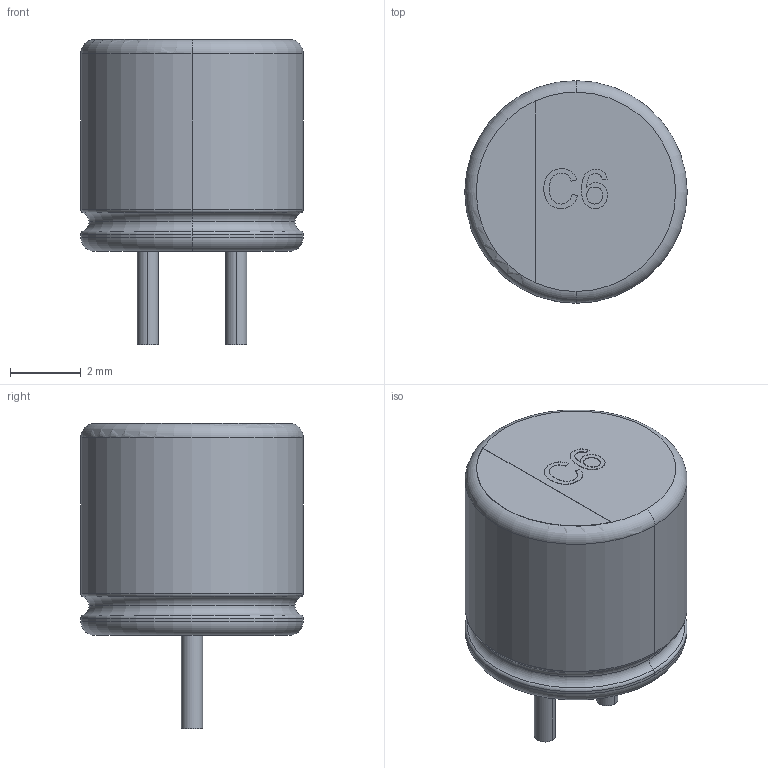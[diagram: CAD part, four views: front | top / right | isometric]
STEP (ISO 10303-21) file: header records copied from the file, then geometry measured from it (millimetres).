
FILE_DESCRIPTION (( 'STEP AP214' ), '1' );
FILE_NAME ('THD Capacitor Polar C6(6.3X6mm).STEP', '2019-06-13T11:36:13', ( '' ), ( '' ), 'SwSTEP 2.0', 'SolidWorks 2018', '' );
FILE_SCHEMA (( 'AUTOMOTIVE_DESIGN' ));
Length unit declared in the file: millimetre
Products named in the file (1): THD Capacitor Polar C6(6.3X6mm)
Bounding box: 6.3 x 6.3 x 8.66 mm (x, y, z)
Volume: 184.9 mm3; surface area: 188.7 mm2
Topology: 1 solids, 1 shells, 71 faces, 173 edges, 110 vertices
Faces by surface type: bspline 23, cylinder 19, plane 17, torus 12
Entity records: 4202 total; most frequent: CARTESIAN_POINT 1922, ORIENTED_EDGE 346, DIRECTION 286, EDGE_CURVE 173, AXIS2_PLACEMENT_3D 110, VERTEX_POINT 110, EDGE_LOOP 77, FACE_OUTER_BOUND 71
